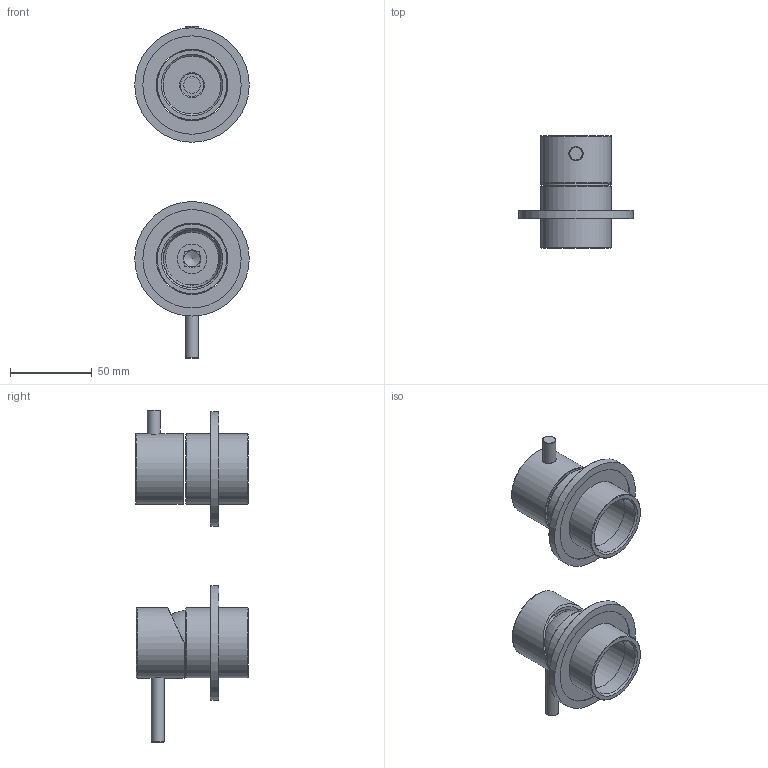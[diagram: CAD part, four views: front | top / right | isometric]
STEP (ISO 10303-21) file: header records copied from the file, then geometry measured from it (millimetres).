
FILE_DESCRIPTION(/* description */ ('Unknown'),/* implementation_level */ '2;1');
FILE_NAME(/* name */ 'AR029',/* time_stamp */ '2022-12-12T15:37:37+01:00',/* author */ ('Unknown'),/* organization */ ('Unknown'),/* preprocessor_version */ 'ST-DEVELOPER v16.7',/* originating_system */ 'DEX',/* authorisation */ $);
FILE_SCHEMA (('AUTOMOTIVE_DESIGN {1 0 10303 214 3 1 1}'));
Length unit declared in the file: millimetre
Products named in the file (10): AR029-00; AR031-001_oa_0; AR031-08; AR031-10; AR031-07; AR031-02; AR031-04; AR029-001_oa_1; AR029-01; AR032-07
Assembly tree (11 placements, depth 3):
  AR029-00
    AR031-001_oa_0
      AR031-08
      AR031-10
    AR031-07  x2
    AR031-02  x2
    AR031-04
    AR029-001_oa_1
      AR029-01
      AR032-07
Bounding box: 69.8 x 68.45 x 202.5 mm (x, y, z)
Volume: 104166.3 mm3; surface area: 57284 mm2
Topology: 9 solids, 9 shells, 249 faces, 586 edges, 386 vertices
Faces by surface type: plane 146, cylinder 61, cone 23, torus 10, bspline 9
Full cylindrical faces by diameter (mm): 0.913 x1, 0.916 x1, 4.2 x1, 4.7 x1, 4.8 x1, 4.917 x1, 5.1 x1, 6 x2, 7.9 x1, 8 x1, 8.2 x2, 10 x2, 14.2 x1, 18 x1, 32.5 x1, 34 x1, 35.376 x8, 39 x1, 40 x1, 42.9 x2, 43 x2, 43.5 x4, 47.6 x2, 60 x2, 69.8 x2
Entity records: 8209 total; most frequent: CARTESIAN_POINT 1568, DIRECTION 1003, ORIENTED_EDGE 922, EDGE_CURVE 461, AXIS2_PLACEMENT_3D 367, VERTEX_POINT 338, FACE_BOUND 329, EDGE_LOOP 328
